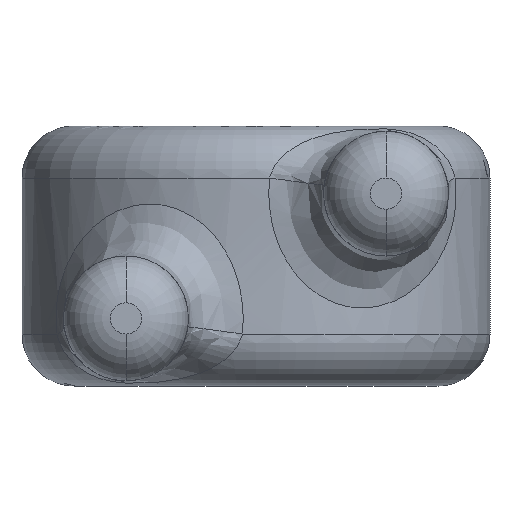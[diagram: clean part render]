
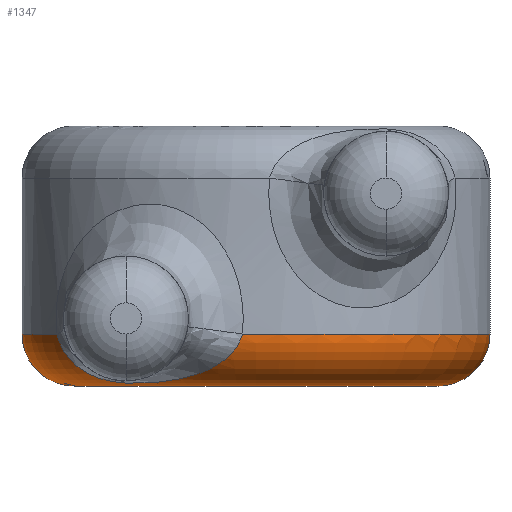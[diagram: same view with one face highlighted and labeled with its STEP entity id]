
A CAD part, front view. The second image highlights one B-rep face of the part: STEP entity #1347.
In plain terms, the highlighted toroidal (fillet/blend) face has major radius 3.5 mm and minor radius 1 mm.
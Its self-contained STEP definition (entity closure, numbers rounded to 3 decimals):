
#23 = AXIS2_PLACEMENT_3D ( 'NONE', #1298, #1405, #424 ) ;
#29 = CARTESIAN_POINT ( 'NONE',  ( -3.786, -2.434, -1.69 ) ) ;
#45 = CIRCLE ( 'NONE', #974, 3.5 ) ;
#51 = VERTEX_POINT ( 'NONE', #1367 ) ;
#74 = DIRECTION ( 'NONE',  ( 1., 0., 0. ) ) ;
#102 = CARTESIAN_POINT ( 'NONE',  ( -1.695, -3.542, -2.409 ) ) ;
#104 = CARTESIAN_POINT ( 'NONE',  ( -0.285, -4.491, -1.602 ) ) ;
#113 = CARTESIAN_POINT ( 'NONE',  ( -0.262, -4.492, -1.5 ) ) ;
#131 = VERTEX_POINT ( 'NONE', #1281 ) ;
#176 = EDGE_CURVE ( 'NONE', #1181, #131, #1305, .T. ) ;
#206 = CARTESIAN_POINT ( 'NONE',  ( -0.447, -4.415, -1.859 ) ) ;
#217 = CARTESIAN_POINT ( 'NONE',  ( -0.331, -4.473, -1.695 ) ) ;
#239 = ORIENTED_EDGE ( 'NONE', *, *, #774, .F. ) ;
#250 = DIRECTION ( 'NONE',  ( -1., 0., 0. ) ) ;
#257 = DIRECTION ( 'NONE',  ( 0., 0., 1. ) ) ;
#265 = ORIENTED_EDGE ( 'NONE', *, *, #597, .F. ) ;
#293 = VERTEX_POINT ( 'NONE', #927 ) ;
#294 = CARTESIAN_POINT ( 'NONE',  ( -0.262, -4.492, -1.5 ) ) ;
#322 = EDGE_LOOP ( 'NONE', ( #734, #239, #409, #265, #1342, #1121 ) ) ;
#339 = DIRECTION ( 'NONE',  ( 0., 0., 1. ) ) ;
#340 = AXIS2_PLACEMENT_3D ( 'NONE', #912, #339, #902 ) ;
#409 = ORIENTED_EDGE ( 'NONE', *, *, #1088, .T. ) ;
#422 = CARTESIAN_POINT ( 'NONE',  ( -0.894, -4.143, -2.185 ) ) ;
#424 = DIRECTION ( 'NONE',  ( 1., 0., 0. ) ) ;
#428 = CARTESIAN_POINT ( 'NONE',  ( -2.585, -2.844, -2.44 ) ) ;
#441 = VERTEX_POINT ( 'NONE', #294 ) ;
#472 = DIRECTION ( 'NONE',  ( 1., 0., 0. ) ) ;
#477 = EDGE_CURVE ( 'NONE', #131, #51, #999, .T. ) ;
#530 = CARTESIAN_POINT ( 'NONE',  ( -1.852, -3.409, -2.428 ) ) ;
#550 = CARTESIAN_POINT ( 'NONE',  ( -3.688, -2.481, -1.872 ) ) ;
#558 = CIRCLE ( 'NONE', #23, 4.5 ) ;
#597 = EDGE_CURVE ( 'NONE', #441, #293, #558, .T. ) ;
#604 = CARTESIAN_POINT ( 'NONE',  ( 3.5, 0., -1.5 ) ) ;
#609 = DIRECTION ( 'NONE',  ( 0., -1., 0. ) ) ;
#659 = FACE_OUTER_BOUND ( 'NONE', #322, .T. ) ;
#668 = CARTESIAN_POINT ( 'NONE',  ( -0.734, -4.248, -2.105 ) ) ;
#675 = CARTESIAN_POINT ( 'NONE',  ( -2.956, -2.681, -2.374 ) ) ;
#679 = CARTESIAN_POINT ( 'NONE',  ( -2.674, -2.795, -2.431 ) ) ;
#681 = VERTEX_POINT ( 'NONE', #1090 ) ;
#685 = CARTESIAN_POINT ( 'NONE',  ( -3.235, -2.6, -2.273 ) ) ;
#688 = AXIS2_PLACEMENT_3D ( 'NONE', #890, #913, #250 ) ;
#724 = DIRECTION ( 'NONE',  ( 0., 0., -1. ) ) ;
#734 = ORIENTED_EDGE ( 'NONE', *, *, #176, .F. ) ;
#751 = CARTESIAN_POINT ( 'NONE',  ( -1.377, -3.796, -2.348 ) ) ;
#774 = EDGE_CURVE ( 'NONE', #681, #1181, #45, .T. ) ;
#836 = CIRCLE ( 'NONE', #1036, 1. ) ;
#878 = CARTESIAN_POINT ( 'NONE',  ( -0.514, -4.378, -1.926 ) ) ;
#879 = TOROIDAL_SURFACE ( 'NONE', #340, 3.5, 1. ) ;
#890 = CARTESIAN_POINT ( 'NONE',  ( -3.5, 0., -1.5 ) ) ;
#897 = CARTESIAN_POINT ( 'NONE',  ( -3.829, -2.365, -1.5 ) ) ;
#899 = EDGE_CURVE ( 'NONE', #441, #51, #1053, .T. ) ;
#902 = DIRECTION ( 'NONE',  ( 1., 0., 0. ) ) ;
#912 = CARTESIAN_POINT ( 'NONE',  ( 0., 0., -1.5 ) ) ;
#913 = DIRECTION ( 'NONE',  ( 0., 1., 0. ) ) ;
#927 = CARTESIAN_POINT ( 'NONE',  ( 4.5, 0., -1.5 ) ) ;
#974 = AXIS2_PLACEMENT_3D ( 'NONE', #1251, #724, #74 ) ;
#983 = CARTESIAN_POINT ( 'NONE',  ( -2.325, -3.011, -2.455 ) ) ;
#998 = CARTESIAN_POINT ( 'NONE',  ( -3.413, -2.564, -2.163 ) ) ;
#999 = CIRCLE ( 'NONE', #1285, 4.5 ) ;
#1036 = AXIS2_PLACEMENT_3D ( 'NONE', #604, #609, #1152 ) ;
#1053 = B_SPLINE_CURVE_WITH_KNOTS ( 'NONE', 3,
 ( #113, #104, #217, #206, #878, #668, #422, #1202, #751, #102, #530, #1310, #983, #428, #679, #1120, #675, #685, #998, #550, #29, #897 ),
 .UNSPECIFIED., .F., .F.,
 ( 4, 2, 2, 2, 2, 2, 2, 2, 2, 2, 4 ),
 ( 0., 0., 0.001, 0.001, 0.002, 0.002, 0.003, 0.003, 0.004, 0.004, 0.005 ),
 .UNSPECIFIED. ) ;
#1088 = EDGE_CURVE ( 'NONE', #681, #293, #836, .T. ) ;
#1090 = CARTESIAN_POINT ( 'NONE',  ( 3.5, 0., -2.5 ) ) ;
#1120 = CARTESIAN_POINT ( 'NONE',  ( -2.861, -2.713, -2.398 ) ) ;
#1121 = ORIENTED_EDGE ( 'NONE', *, *, #477, .F. ) ;
#1152 = DIRECTION ( 'NONE',  ( 0., 0., -1. ) ) ;
#1181 = VERTEX_POINT ( 'NONE', #1209 ) ;
#1202 = CARTESIAN_POINT ( 'NONE',  ( -1.217, -3.917, -2.307 ) ) ;
#1209 = CARTESIAN_POINT ( 'NONE',  ( -3.5, 0., -2.5 ) ) ;
#1251 = CARTESIAN_POINT ( 'NONE',  ( 0., 0., -2.5 ) ) ;
#1281 = CARTESIAN_POINT ( 'NONE',  ( -4.5, 0., -1.5 ) ) ;
#1285 = AXIS2_PLACEMENT_3D ( 'NONE', #1328, #257, #472 ) ;
#1298 = CARTESIAN_POINT ( 'NONE',  ( 0., 0., -1.5 ) ) ;
#1305 = CIRCLE ( 'NONE', #688, 1. ) ;
#1310 = CARTESIAN_POINT ( 'NONE',  ( -2.167, -3.145, -2.45 ) ) ;
#1328 = CARTESIAN_POINT ( 'NONE',  ( 0., 0., -1.5 ) ) ;
#1342 = ORIENTED_EDGE ( 'NONE', *, *, #899, .T. ) ;
#1347 = ADVANCED_FACE ( 'NONE', ( #659 ), #879, .T. ) ;
#1367 = CARTESIAN_POINT ( 'NONE',  ( -3.829, -2.365, -1.5 ) ) ;
#1405 = DIRECTION ( 'NONE',  ( 0., 0., 1. ) ) ;
